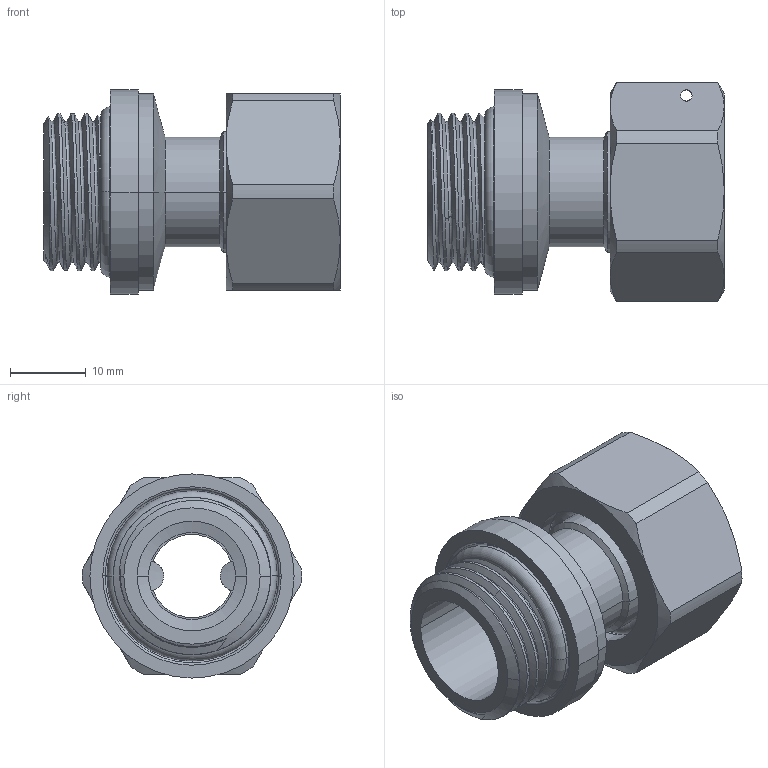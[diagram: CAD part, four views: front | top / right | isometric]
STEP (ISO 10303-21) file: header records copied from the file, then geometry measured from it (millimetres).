
FILE_DESCRIPTION((''),'2;1');
FILE_NAME('F16132004_ASM','2023-12-08T08:07:45',('Administrator'),(''),'CREO PARAMETRIC BY PTC INC, 2023072','CREO PARAMETRIC BY PTC INC, 2023072','');
FILE_SCHEMA(('CONFIG_CONTROL_DESIGN'));
Length unit declared in the file: millimetre
Products named in the file (7): FJ1641132004W; VT10005504R; FJ1615133004W; VT13013304; VT19000604; O-RING22X2_5; F16132004_ASM
Assembly tree (6 placements, depth 2):
  F16132004_ASM
    FJ1641132004W
    VT10005504R
    FJ1615133004W
    VT13013304
    VT19000604
    O-RING22X2_5
Bounding box: 39.2 x 28.99 x 27 mm (x, y, z)
Volume: 10008.8 mm3; surface area: 9824.6 mm2
Topology: 6 solids, 6 shells, 240 faces, 605 edges, 384 vertices
Faces by surface type: extrusion 63, plane 61, cylinder 57, cone 36, bspline 15, torus 8
Entity records: 11730 total; most frequent: CARTESIAN_POINT 6189, ORIENTED_EDGE 1210, DIRECTION 912, EDGE_CURVE 605, VERTEX_POINT 384, VECTOR 324, AXIS2_PLACEMENT_3D 294, B_SPLINE_CURVE_WITH_KNOTS 288
